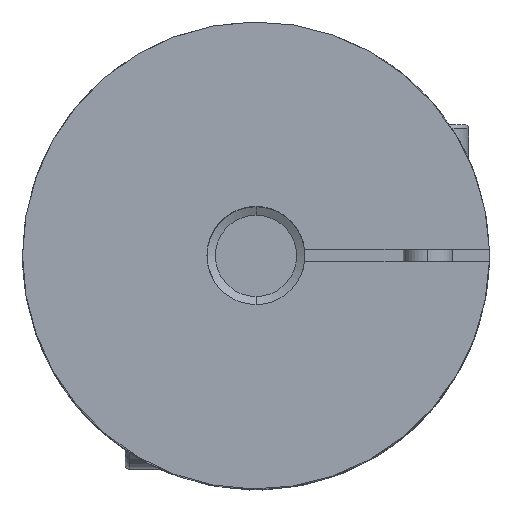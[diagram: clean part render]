
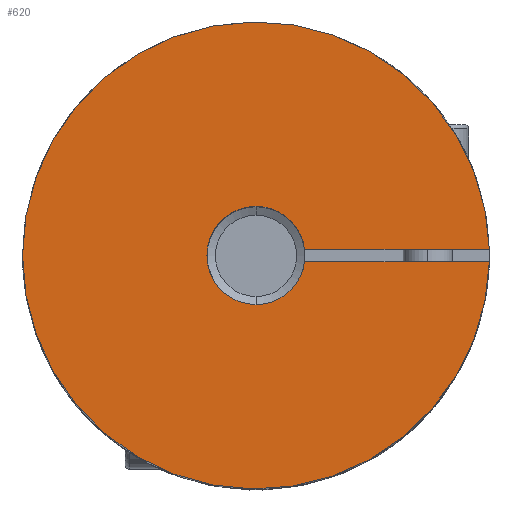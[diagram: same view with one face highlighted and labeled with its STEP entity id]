
A CAD part, top view. The second image highlights one B-rep face of the part: STEP entity #620.
In plain terms, the highlighted planar face has unit normal (0, 0, 1).
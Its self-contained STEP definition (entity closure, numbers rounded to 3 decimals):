
#620=ADVANCED_FACE('',(#1279),#1280,.T.);
#1279=FACE_OUTER_BOUND('',#1709,.T.);
#1280=PLANE('',#1710);
#1709=EDGE_LOOP('',(#2399,#2400,#2401,#2402,#2403,#2404,#2405));
#1710=AXIS2_PLACEMENT_3D('',#2406,#2407,#2408);
#2399=ORIENTED_EDGE('',*,*,#3521,.T.);
#2400=ORIENTED_EDGE('',*,*,#3473,.T.);
#2401=ORIENTED_EDGE('',*,*,#3526,.T.);
#2402=ORIENTED_EDGE('',*,*,#3470,.T.);
#2403=ORIENTED_EDGE('',*,*,#3525,.T.);
#2404=ORIENTED_EDGE('',*,*,#3431,.T.);
#2405=ORIENTED_EDGE('',*,*,#3527,.T.);
#2406=CARTESIAN_POINT('',(0.0,0.0,39.0));
#2407=DIRECTION('',(0.0,0.0,1.0));
#2408=DIRECTION('',(1.0,0.0,0.0));
#3431=EDGE_CURVE('',#3903,#3900,#3904,.T.);
#3470=EDGE_CURVE('',#3974,#3978,#3980,.T.);
#3473=EDGE_CURVE('',#3985,#3983,#3986,.T.);
#3521=EDGE_CURVE('',#4063,#3985,#4064,.T.);
#3525=EDGE_CURVE('',#3978,#3903,#4068,.T.);
#3526=EDGE_CURVE('',#3983,#3974,#4069,.T.);
#3527=EDGE_CURVE('',#3900,#4063,#4070,.T.);
#3900=VERTEX_POINT('',#4342);
#3903=VERTEX_POINT('',#4346);
#3904=CIRCLE('',#4347,28.55);
#3974=VERTEX_POINT('',#4533);
#3978=VERTEX_POINT('',#4538);
#3980=CIRCLE('',#4541,6.0);
#3983=VERTEX_POINT('',#4545);
#3985=VERTEX_POINT('',#4548);
#3986=CIRCLE('',#4549,6.0);
#4063=VERTEX_POINT('',#4721);
#4064=LINE('',#4722,#4723);
#4068=LINE('',#4729,#4730);
#4069=CIRCLE('',#4731,6.0);
#4070=CIRCLE('',#4732,28.55);
#4342=CARTESIAN_POINT('',(-28.55,0.,39.0));
#4346=CARTESIAN_POINT('',(28.54,0.75,39.0));
#4347=AXIS2_PLACEMENT_3D('',#5321,#5322,#5323);
#4533=CARTESIAN_POINT('',(0.,6.0,39.0));
#4538=CARTESIAN_POINT('',(5.953,0.75,39.0));
#4541=AXIS2_PLACEMENT_3D('',#5391,#5392,#5393);
#4545=CARTESIAN_POINT('',(0.,-6.0,39.0));
#4548=CARTESIAN_POINT('',(5.953,-0.75,39.0));
#4549=AXIS2_PLACEMENT_3D('',#5396,#5397,#5398);
#4721=CARTESIAN_POINT('',(28.54,-0.75,39.0));
#4722=CARTESIAN_POINT('',(14.275,-0.75,39.0));
#4723=VECTOR('',#5476,1.0);
#4729=CARTESIAN_POINT('',(14.275,0.75,39.0));
#4730=VECTOR('',#5482,1.0);
#4731=AXIS2_PLACEMENT_3D('',#5483,#5484,#5485);
#4732=AXIS2_PLACEMENT_3D('',#5486,#5487,#5488);
#5321=CARTESIAN_POINT('',(0.0,0.0,39.0));
#5322=DIRECTION('',(0.0,0.0,1.0));
#5323=DIRECTION('',(1.0,0.0,0.0));
#5391=CARTESIAN_POINT('',(0.0,0.0,39.0));
#5392=DIRECTION('',(0.0,0.0,-1.0));
#5393=DIRECTION('',(0.0,1.0,0.0));
#5396=CARTESIAN_POINT('',(0.0,0.0,39.0));
#5397=DIRECTION('',(0.0,0.0,-1.0));
#5398=DIRECTION('',(0.0,1.0,0.0));
#5476=DIRECTION('',(-1.0,0.0,0.0));
#5482=DIRECTION('',(1.0,0.0,0.0));
#5483=CARTESIAN_POINT('',(0.0,0.0,39.0));
#5484=DIRECTION('',(0.0,0.0,-1.0));
#5485=DIRECTION('',(0.0,1.0,0.0));
#5486=CARTESIAN_POINT('',(0.0,0.0,39.0));
#5487=DIRECTION('',(0.0,0.0,1.0));
#5488=DIRECTION('',(1.0,0.0,0.0));
